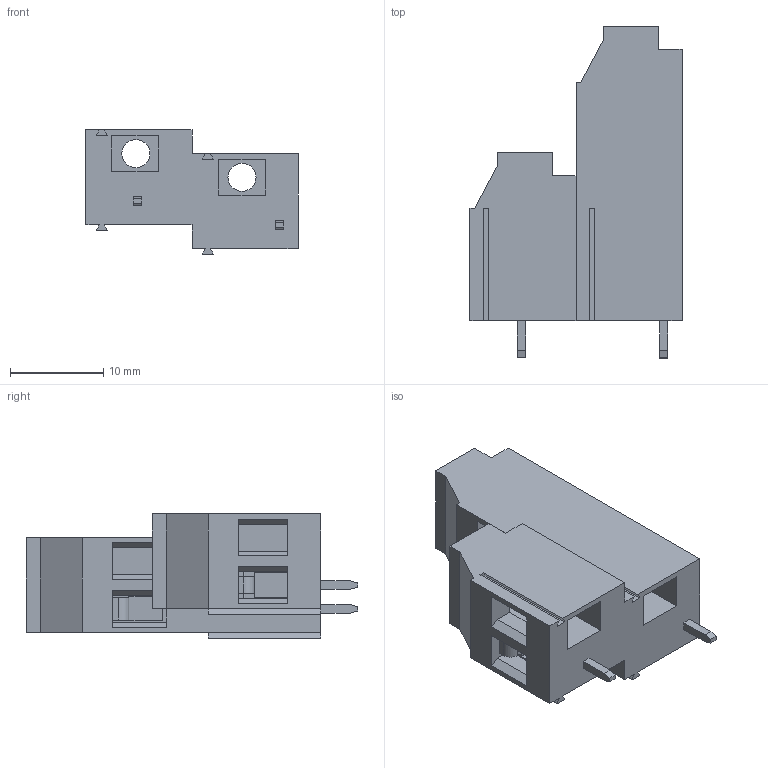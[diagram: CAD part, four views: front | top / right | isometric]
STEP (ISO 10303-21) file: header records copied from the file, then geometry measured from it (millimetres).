
FILE_DESCRIPTION( ( 'Unknown' ), '1' );
FILE_NAME( '691233610002.stp', 'Unknown', ( 'Unknown' ), ( 'Unknown' ), 'PSStep 18.0.17', 'Unknown', ' ' );
FILE_SCHEMA( ( 'AUTOMOTIVE_DESIGN { 1 0 10303 214 1 1 1 1 }' ) );
Length unit declared in the file: millimetre
Products named in the file (2): Assem1; MRT18P10.16_1AV04
Assembly tree (1 placements, depth 2):
  Assem1
    MRT18P10.16_1AV04
Bounding box: 22.7 x 35.5 x 13.3 mm (x, y, z)
Volume: 3927.7 mm3; surface area: 3816.7 mm2
Topology: 1 solids, 1 shells, 149 faces, 410 edges, 273 vertices
Faces by surface type: plane 139, cylinder 10
Full cylindrical faces by diameter (mm): 3 x2, 4 x4
Entity records: 5860 total; most frequent: CARTESIAN_POINT 824, ORIENTED_EDGE 804, DIRECTION 730, EDGE_CURVE 402, LINE 376, VECTOR 376, VERTEX_POINT 271, AXIS2_PLACEMENT_3D 177
